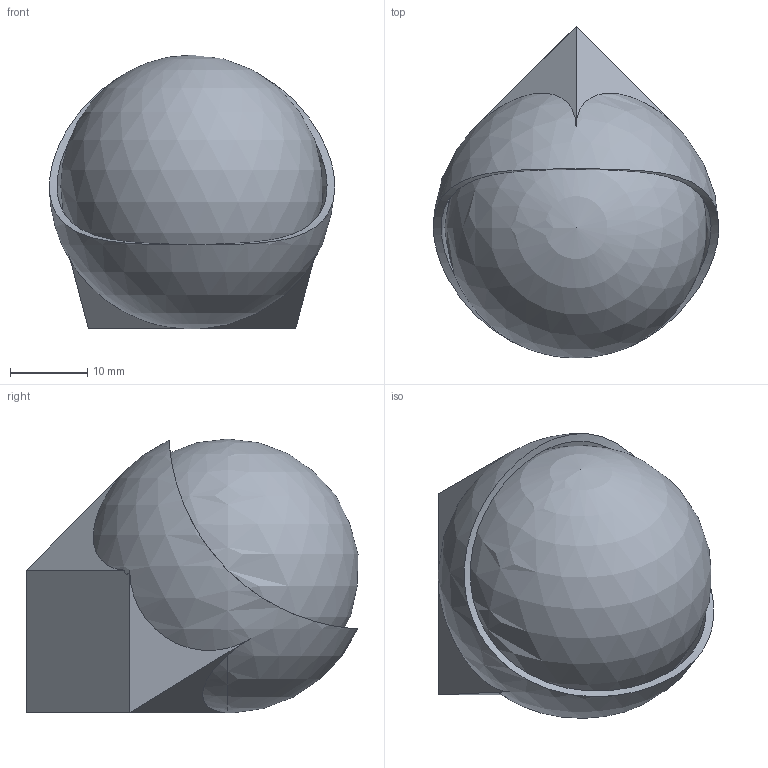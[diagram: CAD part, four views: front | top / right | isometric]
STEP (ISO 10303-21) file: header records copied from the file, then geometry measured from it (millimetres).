
FILE_DESCRIPTION(/* description */ (''),/* implementation_level */ '2;1');
FILE_NAME(/* name */ '34mm19mmBallMount.step',/* time_stamp */ '2023-04-18T10:46:17+09:00',/* author */ (''),/* organization */ (''),/* preprocessor_version */ 'ST-DEVELOPER v19.2',/* originating_system */ 'Autodesk Translation Framework v12.4.0.73',/* authorisation */ '');
FILE_SCHEMA (('AUTOMOTIVE_DESIGN { 1 0 10303 214 3 1 1 }'));
Length unit declared in the file: millimetre
Products named in the file (3): 34mm19mmBallMount; Ball; Shell
Assembly tree (2 placements, depth 2):
  34mm19mmBallMount
    Ball
    Shell
Bounding box: 36.99 x 43.03 x 35.5 mm (x, y, z)
Volume: 26655.5 mm3; surface area: 9215 mm2
Topology: 2 solids, 2 shells, 16 faces, 40 edges, 26 vertices
Faces by surface type: plane 11, sphere 4, cylinder 1
Entity records: 692 total; most frequent: CARTESIAN_POINT 217, DIRECTION 91, ORIENTED_EDGE 74, AXIS2_PLACEMENT_3D 38, EDGE_CURVE 37, VERTEX_POINT 26, EDGE_LOOP 17, CIRCLE 17
